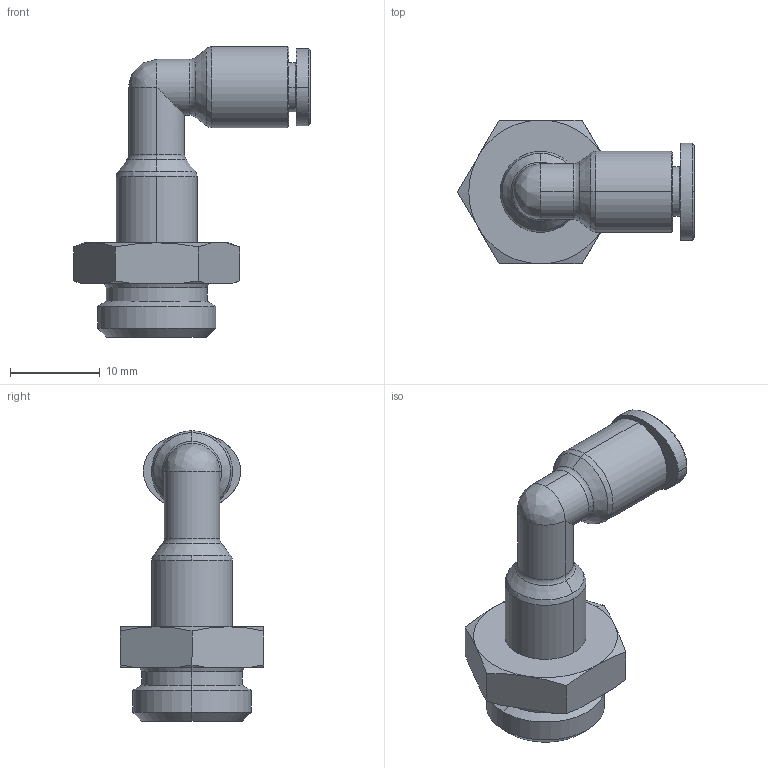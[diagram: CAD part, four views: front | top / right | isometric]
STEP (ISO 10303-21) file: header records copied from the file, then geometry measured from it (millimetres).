
FILE_DESCRIPTION (( 'STEP AP214' ), '1' );
FILE_NAME ('PLLP04-G02.stp', '2015-09-11T14:58:48', ( '' ), ( '' ), 'SwSTEP 2.0', 'SolidWorks 2015', '' );
FILE_SCHEMA (( 'AUTOMOTIVE_DESIGN' ));
Length unit declared in the file: millimetre
Products named in the file (2): PLLP04-G02; ｦ+ﾃｦ1
Assembly tree (1 placements, depth 2):
  PLLP04-G02
    ｦ+ﾃｦ1
Bounding box: 26.34 x 16 x 32.3 mm (x, y, z)
Volume: 2703.4 mm3; surface area: 2357.7 mm2
Topology: 1 solids, 1 shells, 439 faces, 1221 edges, 802 vertices
Faces by surface type: plane 340, cone 36, bspline 35, cylinder 24, torus 4
Entity records: 15471 total; most frequent: CARTESIAN_POINT 3725, ORIENTED_EDGE 2436, DIRECTION 2040, EDGE_CURVE 1218, LINE 1012, VECTOR 1012, VERTEX_POINT 802, AXIS2_PLACEMENT_3D 514
